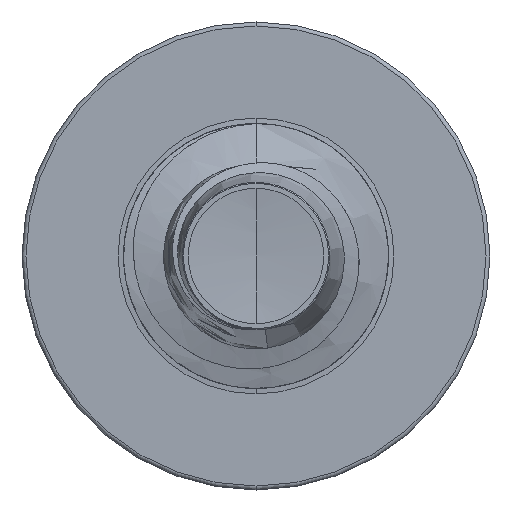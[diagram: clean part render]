
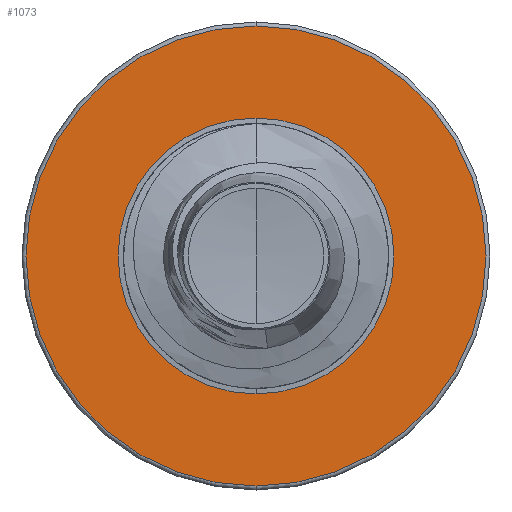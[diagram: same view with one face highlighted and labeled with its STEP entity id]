
A CAD part, front view. The second image highlights one B-rep face of the part: STEP entity #1073.
In plain terms, the highlighted planar face has unit normal (0, -1, 0).
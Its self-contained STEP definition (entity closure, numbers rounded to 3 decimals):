
#908 = CARTESIAN_POINT ( 'NONE',  ( 0., 15., -1.562 ) ) ;
#1073 = ADVANCED_FACE ( 'NONE', ( #22923, #18776 ), #8382, .F. ) ;
#1940 = EDGE_CURVE ( 'NONE', #19075, #14434, #21541, .T. ) ;
#3074 = DIRECTION ( 'NONE',  ( 0., 0., 1. ) ) ;
#3204 = DIRECTION ( 'NONE',  ( 0., 1., 0. ) ) ;
#3582 = CARTESIAN_POINT ( 'NONE',  ( 0., 15., 0. ) ) ;
#4179 = CARTESIAN_POINT ( 'NONE',  ( 0., 15., -2.605 ) ) ;
#4779 = ORIENTED_EDGE ( 'NONE', *, *, #16906, .F. ) ;
#4985 = CARTESIAN_POINT ( 'NONE',  ( 0., 15., 2.605 ) ) ;
#8382 = PLANE ( 'NONE',  #12510 ) ;
#9402 = CIRCLE ( 'NONE', #22004, 1.562 ) ;
#11778 = DIRECTION ( 'NONE',  ( 0., 0., 1. ) ) ;
#11805 = ORIENTED_EDGE ( 'NONE', *, *, #14582, .T. ) ;
#11814 = DIRECTION ( 'NONE',  ( 0., 1., 0. ) ) ;
#11844 = CARTESIAN_POINT ( 'NONE',  ( 0., 15., 0. ) ) ;
#11945 = DIRECTION ( 'NONE',  ( 0., 0., 1. ) ) ;
#11954 = DIRECTION ( 'NONE',  ( 0., 1., 0. ) ) ;
#11983 = CARTESIAN_POINT ( 'NONE',  ( 0., 15., 0. ) ) ;
#12380 = AXIS2_PLACEMENT_3D ( 'NONE', #11983, #11954, #11945 ) ;
#12510 = AXIS2_PLACEMENT_3D ( 'NONE', #13804, #14368, #14341 ) ;
#13804 = CARTESIAN_POINT ( 'NONE',  ( 0., 15., -1.562 ) ) ;
#14341 = DIRECTION ( 'NONE',  ( 0., 0., 1. ) ) ;
#14368 = DIRECTION ( 'NONE',  ( 0., 1., 0. ) ) ;
#14434 = VERTEX_POINT ( 'NONE', #18336 ) ;
#14511 = CIRCLE ( 'NONE', #12380, 2.605 ) ;
#14582 = EDGE_CURVE ( 'NONE', #14434, #19075, #9402, .T. ) ;
#16702 = AXIS2_PLACEMENT_3D ( 'NONE', #11844, #11814, #11778 ) ;
#16906 = EDGE_CURVE ( 'NONE', #18579, #22790, #14511, .T. ) ;
#16945 = EDGE_CURVE ( 'NONE', #22790, #18579, #20028, .T. ) ;
#17424 = ORIENTED_EDGE ( 'NONE', *, *, #1940, .T. ) ;
#17463 = DIRECTION ( 'NONE',  ( 0., 0., 1. ) ) ;
#17466 = DIRECTION ( 'NONE',  ( 0., 1., 0. ) ) ;
#17543 = CARTESIAN_POINT ( 'NONE',  ( 0., 15., 0. ) ) ;
#18336 = CARTESIAN_POINT ( 'NONE',  ( 0., 15., 1.562 ) ) ;
#18579 = VERTEX_POINT ( 'NONE', #4179 ) ;
#18776 = FACE_BOUND ( 'NONE', #24974, .T. ) ;
#19075 = VERTEX_POINT ( 'NONE', #908 ) ;
#20028 = CIRCLE ( 'NONE', #16702, 2.605 ) ;
#21541 = CIRCLE ( 'NONE', #25962, 1.562 ) ;
#22004 = AXIS2_PLACEMENT_3D ( 'NONE', #17543, #17466, #17463 ) ;
#22431 = EDGE_LOOP ( 'NONE', ( #25073, #4779 ) ) ;
#22790 = VERTEX_POINT ( 'NONE', #4985 ) ;
#22923 = FACE_OUTER_BOUND ( 'NONE', #22431, .T. ) ;
#24974 = EDGE_LOOP ( 'NONE', ( #11805, #17424 ) ) ;
#25073 = ORIENTED_EDGE ( 'NONE', *, *, #16945, .F. ) ;
#25962 = AXIS2_PLACEMENT_3D ( 'NONE', #3582, #3204, #3074 ) ;
